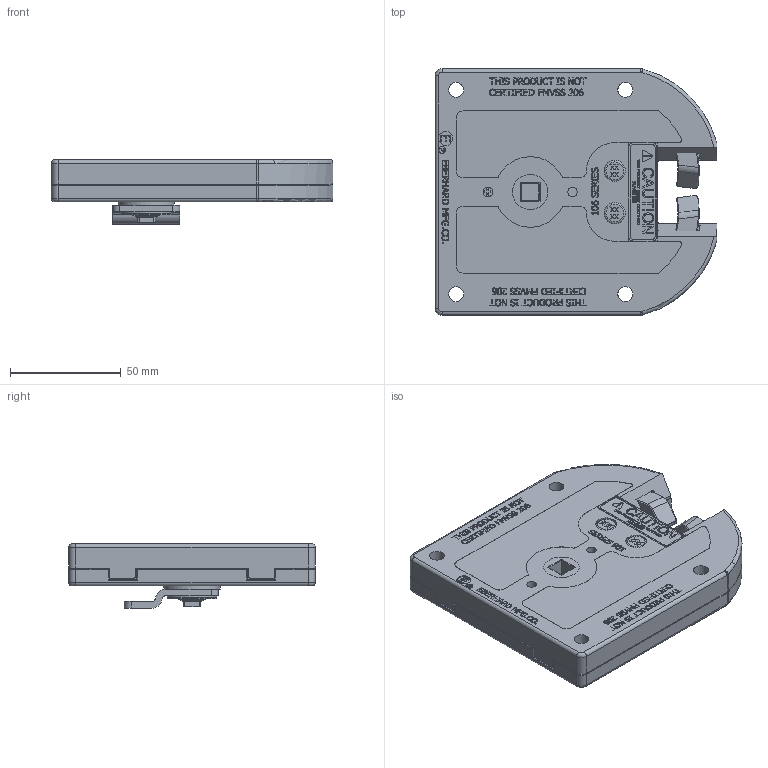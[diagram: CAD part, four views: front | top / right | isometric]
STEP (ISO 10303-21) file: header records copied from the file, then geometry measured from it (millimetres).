
FILE_DESCRIPTION(/* description */ (''),/* implementation_level */ '2;1');
FILE_NAME(/* name */ '7-107-L.stp',/* time_stamp */ '2020-12-02T17:00:08-05:00',/* author */ ('jenniferk'),/* organization */ (''),/* preprocessor_version */ 'ST-DEVELOPER v18.1',/* originating_system */ 'Autodesk Inventor 2020',/* authorisation */ '');
FILE_SCHEMA (('AUTOMOTIVE_DESIGN { 1 0 10303 214 3 1 1 }'));
Products named in the file (1): 7-107-L_Shrinkwrap_1
Bounding box: 127.03 x 111.12 x 28.98 mm (x, y, z)
Volume: 181611.4 mm3; surface area: 105273.1 mm2
Topology: 49 solids, 49 shells, 5701 faces, 15374 edges, 10102 vertices
Faces by surface type: plane 3123, bspline 1819, cylinder 532, torus 131, cone 58, sphere 38
Full cylindrical faces by diameter (mm): 0.635 x2, 1.321 x8, 3.175 x1, 3.213 x2, 3.556 x1, 3.81 x1, 4.28 x2, 4.318 x1, 4.826 x1, 4.915 x1, 5.156 x2, 6.223 x4, 6.35 x2, 6.477 x1, 6.604 x2, 6.731 x8, 9.207 x1, 9.525 x9, 15.875 x4, 16.065 x2, 22.352 x2, 25.4 x1
Entity records: 208095 total; most frequent: CARTESIAN_POINT 71282, ORIENTED_EDGE 30730, DIRECTION 20788, EDGE_CURVE 15365, LINE 10232, VECTOR 10232, VERTEX_POINT 10102, EDGE_LOOP 6271
